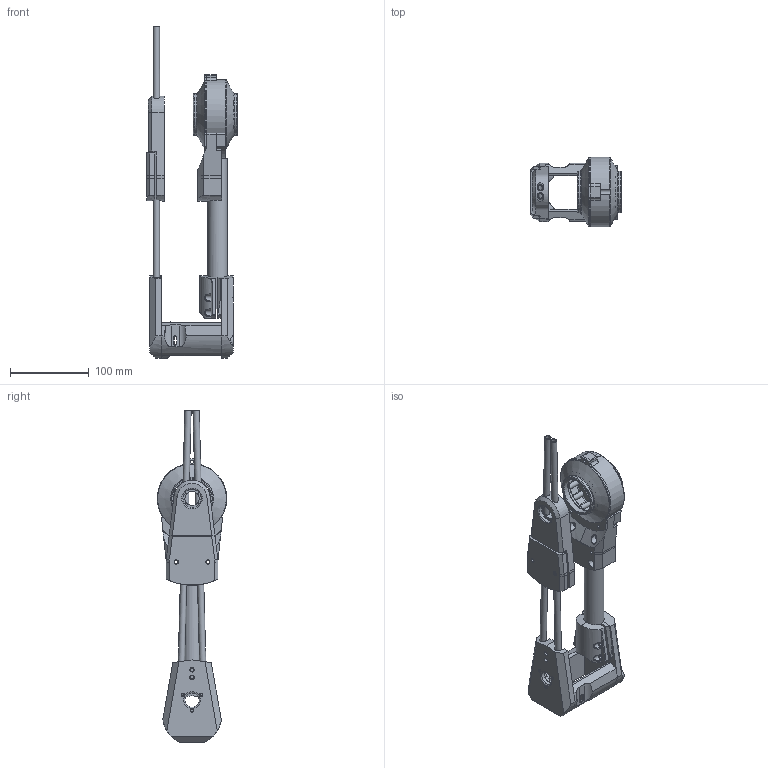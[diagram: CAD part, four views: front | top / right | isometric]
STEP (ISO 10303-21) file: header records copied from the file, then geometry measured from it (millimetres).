
FILE_DESCRIPTION(('FreeCAD Model'),'2;1');
FILE_NAME('Open CASCADE Shape Model','2023-10-08T05:21:52',(''),(''), 'Open CASCADE STEP processor 7.6','FreeCAD','Unknown');
FILE_SCHEMA(('AUTOMOTIVE_DESIGN { 1 0 10303 214 1 1 1 1 }'));
Length unit declared in the file: millimetre
Products named in the file (1): a2_001
Bounding box: 115.25 x 87.94 x 420.47 mm (x, y, z)
Volume: 580273.7 mm3; surface area: 196568.6 mm2
Topology: 4 solids, 4 shells, 574 faces, 1471 edges, 921 vertices
Faces by surface type: cylinder 247, plane 203, torus 57, revolution 35, bspline 21, cone 9, sphere 2
Full cylindrical faces by diameter (mm): 3.25 x3, 4.245 x3, 4.25 x26, 5.6 x2, 6 x2, 6.25 x2, 7.4 x2, 8 x4, 9 x2, 9.5 x4, 10 x2, 15 x1, 18 x2, 23 x1, 24 x2, 25 x1, 47 x2, 53 x2, 62 x2
Entity records: 54425 total; most frequent: CARTESIAN_POINT 26040, DIRECTION 5098, ORIENTED_EDGE 2950, PCURVE 2942, DEFINITIONAL_REPRESENTATION 2942, LINE 2328, VECTOR 2328, EDGE_CURVE 1471
